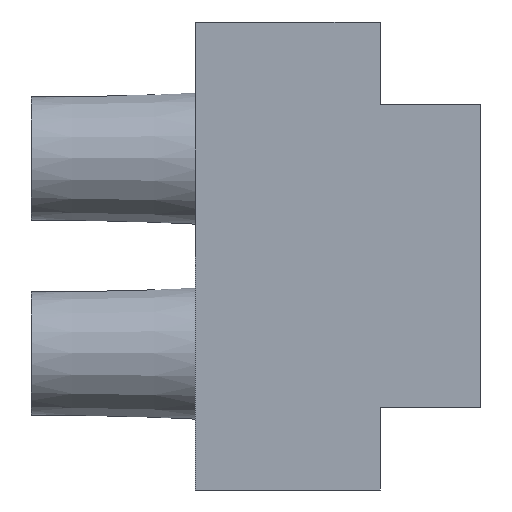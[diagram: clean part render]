
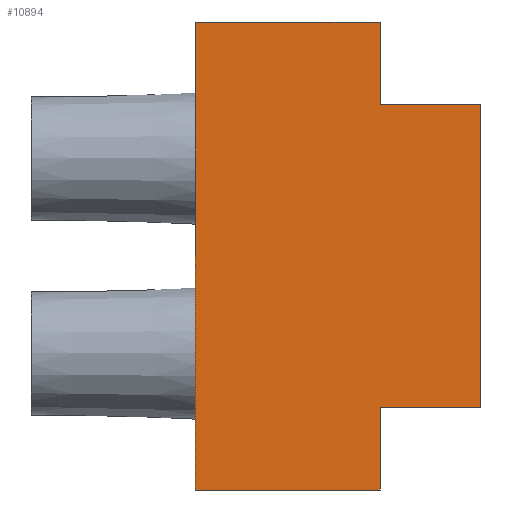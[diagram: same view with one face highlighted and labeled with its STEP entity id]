
A CAD part, left-side view. The second image highlights one B-rep face of the part: STEP entity #10894.
In plain terms, the highlighted planar face has unit normal (-1, 0, 0).
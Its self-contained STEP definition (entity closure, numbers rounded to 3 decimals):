
#4911=CARTESIAN_POINT('',(0.0,-4.9,18.8));
#4912=VERTEX_POINT('',#4911);
#4929=CARTESIAN_POINT('',(0.0,0.0,18.8));
#4930=VERTEX_POINT('',#4929);
#4937=CARTESIAN_POINT('',(0.0,0.0,18.8));
#4938=DIRECTION('',(0.0,-1.0,0.0));
#4939=VECTOR('',#4938,4.9);
#4940=LINE('',#4937,#4939);
#4941=EDGE_CURVE('',#4930,#4912,#4940,.T.);
#4982=CARTESIAN_POINT('',(0.0,-4.9,4.0));
#4983=VERTEX_POINT('',#4982);
#4990=CARTESIAN_POINT('',(0.0,0.0,4.0));
#4991=VERTEX_POINT('',#4990);
#4992=CARTESIAN_POINT('',(0.0,0.0,4.0));
#4993=DIRECTION('',(0.0,-1.0,0.0));
#4994=VECTOR('',#4993,4.9);
#4995=LINE('',#4992,#4994);
#4996=EDGE_CURVE('',#4991,#4983,#4995,.T.);
#5014=CARTESIAN_POINT('',(0.0,-4.9,4.0));
#5015=DIRECTION('',(0.0,0.0,1.0));
#5016=VECTOR('',#5015,14.8);
#5017=LINE('',#5014,#5016);
#5018=EDGE_CURVE('',#4983,#4912,#5017,.T.);
#8691=CARTESIAN_POINT('',(0.,9.,0.0));
#8692=VERTEX_POINT('',#8691);
#8699=CARTESIAN_POINT('',(0.,9.,22.8));
#8700=VERTEX_POINT('',#8699);
#8701=CARTESIAN_POINT('',(0.,9.,0.0));
#8702=DIRECTION('',(0.0,0.0,1.0));
#8703=VECTOR('',#8702,22.8);
#8704=LINE('',#8701,#8703);
#8705=EDGE_CURVE('',#8692,#8700,#8704,.T.);
#10597=CARTESIAN_POINT('',(0.0,0.0,0.0));
#10598=VERTEX_POINT('',#10597);
#10605=CARTESIAN_POINT('',(0.,9.,0.0));
#10606=DIRECTION('',(0.0,-1.0,0.0));
#10607=VECTOR('',#10606,9.);
#10608=LINE('',#10605,#10607);
#10609=EDGE_CURVE('',#8692,#10598,#10608,.T.);
#10862=CARTESIAN_POINT('',(0.0,0.0,0.0));
#10863=DIRECTION('',(-1.0,0.0,0.0));
#10864=DIRECTION('',(0.0,0.0,1.0));
#10865=AXIS2_PLACEMENT_3D('',#10862,#10863,#10864);
#10866=PLANE('',#10865);
#10867=CARTESIAN_POINT('',(0.0,0.0,22.8));
#10868=VERTEX_POINT('',#10867);
#10869=CARTESIAN_POINT('',(0.0,0.0,22.8));
#10870=DIRECTION('',(0.0,1.0,0.0));
#10871=VECTOR('',#10870,9.);
#10872=LINE('',#10869,#10871);
#10873=EDGE_CURVE('',#10868,#8700,#10872,.T.);
#10874=ORIENTED_EDGE('',*,*,#10873,.T.);
#10875=ORIENTED_EDGE('',*,*,#8705,.F.);
#10876=ORIENTED_EDGE('',*,*,#10609,.T.);
#10877=CARTESIAN_POINT('',(0.0,0.0,0.0));
#10878=DIRECTION('',(0.0,0.0,1.0));
#10879=VECTOR('',#10878,4.0);
#10880=LINE('',#10877,#10879);
#10881=EDGE_CURVE('',#10598,#4991,#10880,.T.);
#10882=ORIENTED_EDGE('',*,*,#10881,.T.);
#10883=ORIENTED_EDGE('',*,*,#4996,.T.);
#10884=ORIENTED_EDGE('',*,*,#5018,.T.);
#10885=ORIENTED_EDGE('',*,*,#4941,.F.);
#10886=CARTESIAN_POINT('',(0.0,0.0,18.8));
#10887=DIRECTION('',(0.0,0.0,1.0));
#10888=VECTOR('',#10887,4.0);
#10889=LINE('',#10886,#10888);
#10890=EDGE_CURVE('',#4930,#10868,#10889,.T.);
#10891=ORIENTED_EDGE('',*,*,#10890,.T.);
#10892=EDGE_LOOP('',(#10874,#10875,#10876,#10882,#10883,#10884,#10885,#10891));
#10893=FACE_OUTER_BOUND('',#10892,.T.);
#10894=ADVANCED_FACE('',(#10893),#10866,.T.);
